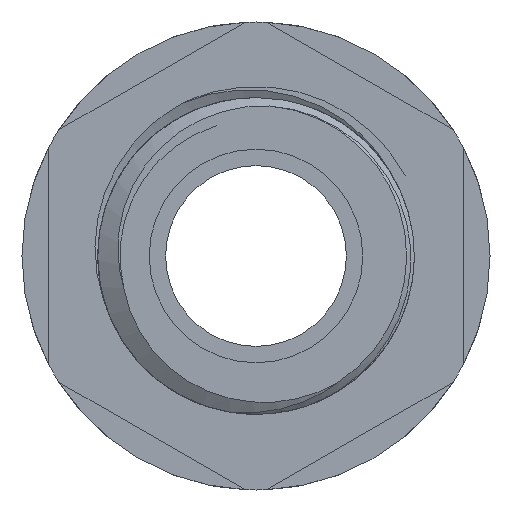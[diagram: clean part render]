
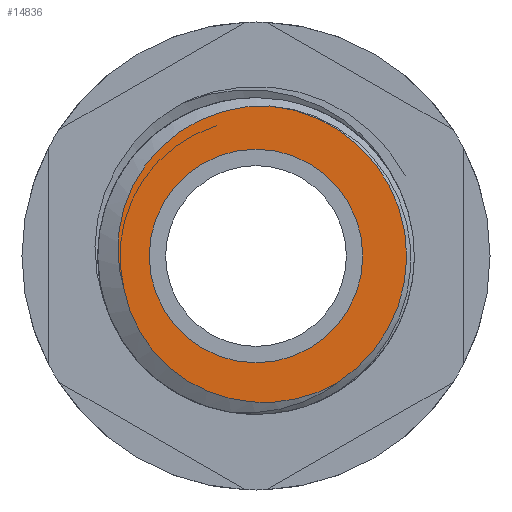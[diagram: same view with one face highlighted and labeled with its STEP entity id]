
A CAD part, front view. The second image highlights one B-rep face of the part: STEP entity #14836.
In plain terms, the highlighted planar face has unit normal (0, -1, 0).
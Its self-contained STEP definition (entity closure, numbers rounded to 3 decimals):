
#119 = AXIS2_PLACEMENT_3D ( 'NONE', #5087, #5073, #5070 ) ;
#143 = FACE_OUTER_BOUND ( 'NONE', #6384, .T. ) ;
#326 = CARTESIAN_POINT ( 'NONE',  ( 0., -14.986, 6.935 ) ) ;
#627 = B_SPLINE_CURVE_WITH_KNOTS ( 'NONE', 3,
 ( #5578, #3142, #6877, #15131, #8091, #715, #9322, #1953, #10546, #3188, #11778, #4430, #12963, #5677, #14096, #6929, #15174, #8142, #774, #9370, #2010, #10597, #3239, #11831, #4483, #13018, #5725, #14146 ),
 .UNSPECIFIED., .F., .F.,
 ( 4, 2, 2, 2, 2, 2, 2, 2, 2, 2, 2, 2, 2, 4 ),
 ( 0., 0.002, 0.003, 0.004, 0.006, 0.007, 0.009, 0.01, 0.011, 0.012, 0.013, 0.014, 0.015, 0.018 ),
 .UNSPECIFIED. ) ;
#715 = CARTESIAN_POINT ( 'NONE',  ( -7.19, -14.986, -5.497 ) ) ;
#774 = CARTESIAN_POINT ( 'NONE',  ( -0.395, -14.986, -9.48 ) ) ;
#1032 = EDGE_CURVE ( 'NONE', #4463, #11622, #4774, .T. ) ;
#1153 = ORIENTED_EDGE ( 'NONE', *, *, #8415, .F. ) ;
#1210 = VERTEX_POINT ( 'NONE', #3844 ) ;
#1477 = CIRCLE ( 'NONE', #14867, 6.935 ) ;
#1953 = CARTESIAN_POINT ( 'NONE',  ( -6.513, -14.986, -6.37 ) ) ;
#2010 = CARTESIAN_POINT ( 'NONE',  ( 0.719, -14.986, -9.52 ) ) ;
#2347 = CARTESIAN_POINT ( 'NONE',  ( 0., -14.986, 0. ) ) ;
#2352 = EDGE_CURVE ( 'NONE', #14702, #1210, #14051, .T. ) ;
#3034 = DIRECTION ( 'NONE',  ( 0., 0., 1. ) ) ;
#3142 = CARTESIAN_POINT ( 'NONE',  ( -8.448, -14.986, -2.83 ) ) ;
#3188 = CARTESIAN_POINT ( 'NONE',  ( -5.733, -14.986, -7.159 ) ) ;
#3239 = CARTESIAN_POINT ( 'NONE',  ( 1.819, -14.986, -9.431 ) ) ;
#3433 = FACE_BOUND ( 'NONE', #14090, .T. ) ;
#3574 = DIRECTION ( 'NONE',  ( 0., 0., -1. ) ) ;
#3844 = CARTESIAN_POINT ( 'NONE',  ( -8.584, -14.986, -2.096 ) ) ;
#4430 = CARTESIAN_POINT ( 'NONE',  ( -4.566, -14.986, -8.074 ) ) ;
#4437 = CARTESIAN_POINT ( 'NONE',  ( 5.293, -14.986, -8.232 ) ) ;
#4463 = VERTEX_POINT ( 'NONE', #13050 ) ;
#4483 = CARTESIAN_POINT ( 'NONE',  ( 2.907, -14.986, -9.214 ) ) ;
#4774 = CIRCLE ( 'NONE', #119, 6.935 ) ;
#5070 = DIRECTION ( 'NONE',  ( 0., 0., -1. ) ) ;
#5073 = DIRECTION ( 'NONE',  ( 0., -1., 0. ) ) ;
#5087 = CARTESIAN_POINT ( 'NONE',  ( 0., -14.986, 0. ) ) ;
#5108 = ORIENTED_EDGE ( 'NONE', *, *, #1032, .F. ) ;
#5578 = CARTESIAN_POINT ( 'NONE',  ( -8.584, -14.986, -2.096 ) ) ;
#5677 = CARTESIAN_POINT ( 'NONE',  ( -2.906, -14.986, -8.888 ) ) ;
#5725 = CARTESIAN_POINT ( 'NONE',  ( 4.651, -14.986, -8.599 ) ) ;
#6384 = EDGE_LOOP ( 'NONE', ( #12185, #11334, #12305 ) ) ;
#6578 = DIRECTION ( 'NONE',  ( 0., -1., 0. ) ) ;
#6877 = CARTESIAN_POINT ( 'NONE',  ( -8.225, -14.986, -3.532 ) ) ;
#6929 = CARTESIAN_POINT ( 'NONE',  ( -1.849, -14.986, -9.226 ) ) ;
#8091 = CARTESIAN_POINT ( 'NONE',  ( -7.583, -14.986, -4.867 ) ) ;
#8142 = CARTESIAN_POINT ( 'NONE',  ( -0.764, -14.986, -9.437 ) ) ;
#8415 = EDGE_CURVE ( 'NONE', #11622, #4463, #1477, .T. ) ;
#8577 = CARTESIAN_POINT ( 'NONE',  ( -5.615, -14.986, 7.575 ) ) ;
#8632 = CARTESIAN_POINT ( 'NONE',  ( -4.729, -14.986, 8.251 ) ) ;
#8637 = CARTESIAN_POINT ( 'NONE',  ( -4.097, -14.986, 8.625 ) ) ;
#9010 = CARTESIAN_POINT ( 'NONE',  ( -8.584, -14.986, -2.096 ) ) ;
#9024 = CARTESIAN_POINT ( 'NONE',  ( -8.693, -14.986, -1.74 ) ) ;
#9030 = CARTESIAN_POINT ( 'NONE',  ( -8.779, -14.986, -1.378 ) ) ;
#9050 = CARTESIAN_POINT ( 'NONE',  ( -8.905, -14.986, -0.644 ) ) ;
#9062 = CARTESIAN_POINT ( 'NONE',  ( -8.944, -14.986, -0.273 ) ) ;
#9078 = CARTESIAN_POINT ( 'NONE',  ( -8.992, -14.986, 0.832 ) ) ;
#9085 = CARTESIAN_POINT ( 'NONE',  ( -8.935, -14.986, 1.566 ) ) ;
#9119 = CARTESIAN_POINT ( 'NONE',  ( -8.64, -14.986, 3.026 ) ) ;
#9125 = CARTESIAN_POINT ( 'NONE',  ( -8.406, -14.986, 3.725 ) ) ;
#9136 = CARTESIAN_POINT ( 'NONE',  ( -7.933, -14.986, 4.723 ) ) ;
#9141 = CARTESIAN_POINT ( 'NONE',  ( -7.754, -14.986, 5.048 ) ) ;
#9162 = CARTESIAN_POINT ( 'NONE',  ( -7.355, -14.986, 5.677 ) ) ;
#9176 = CARTESIAN_POINT ( 'NONE',  ( -7.139, -14.986, 5.976 ) ) ;
#9179 = CARTESIAN_POINT ( 'NONE',  ( -6.674, -14.986, 6.547 ) ) ;
#9189 = CARTESIAN_POINT ( 'NONE',  ( -6.426, -14.986, 6.818 ) ) ;
#9192 = CARTESIAN_POINT ( 'NONE',  ( -5.897, -14.986, 7.331 ) ) ;
#9210 = CARTESIAN_POINT ( 'NONE',  ( -3.086, -14.986, 9.074 ) ) ;
#9227 = CARTESIAN_POINT ( 'NONE',  ( -2.737, -14.986, 9.205 ) ) ;
#9232 = CARTESIAN_POINT ( 'NONE',  ( -2.028, -14.986, 9.425 ) ) ;
#9243 = CARTESIAN_POINT ( 'NONE',  ( -1.67, -14.986, 9.514 ) ) ;
#9247 = CARTESIAN_POINT ( 'NONE',  ( -0.948, -14.986, 9.651 ) ) ;
#9264 = CARTESIAN_POINT ( 'NONE',  ( -0.584, -14.986, 9.699 ) ) ;
#9276 = CARTESIAN_POINT ( 'NONE',  ( 0.152, -14.986, 9.754 ) ) ;
#9313 = CARTESIAN_POINT ( 'NONE',  ( 0.896, -14.986, 9.746 ) ) ;
#9322 = CARTESIAN_POINT ( 'NONE',  ( -6.976, -14.986, -5.797 ) ) ;
#9329 = CARTESIAN_POINT ( 'NONE',  ( 0.525, -14.986, 9.761 ) ) ;
#9370 = CARTESIAN_POINT ( 'NONE',  ( 0.349, -14.986, -9.521 ) ) ;
#9917 = CARTESIAN_POINT ( 'NONE',  ( 0.896, -14.986, 9.746 ) ) ;
#10408 = DIRECTION ( 'NONE',  ( 0., 1., 0. ) ) ;
#10546 = CARTESIAN_POINT ( 'NONE',  ( -6.265, -14.986, -6.643 ) ) ;
#10597 = CARTESIAN_POINT ( 'NONE',  ( 1.454, -14.986, -9.475 ) ) ;
#10602 = AXIS2_PLACEMENT_3D ( 'NONE', #13805, #6578, #14876 ) ;
#10931 = DIRECTION ( 'NONE',  ( 0., -1., 0. ) ) ;
#11334 = ORIENTED_EDGE ( 'NONE', *, *, #14939, .T. ) ;
#11575 = PLANE ( 'NONE',  #13533 ) ;
#11622 = VERTEX_POINT ( 'NONE', #326 ) ;
#11778 = CARTESIAN_POINT ( 'NONE',  ( -5.449, -14.986, -7.403 ) ) ;
#11831 = CARTESIAN_POINT ( 'NONE',  ( 2.545, -14.986, -9.301 ) ) ;
#12111 = EDGE_CURVE ( 'NONE', #14132, #14702, #12517, .T. ) ;
#12185 = ORIENTED_EDGE ( 'NONE', *, *, #2352, .T. ) ;
#12305 = ORIENTED_EDGE ( 'NONE', *, *, #12111, .T. ) ;
#12517 = CIRCLE ( 'NONE', #10602, 9.787 ) ;
#12963 = CARTESIAN_POINT ( 'NONE',  ( -3.931, -14.986, -8.445 ) ) ;
#13018 = CARTESIAN_POINT ( 'NONE',  ( 3.975, -14.986, -8.891 ) ) ;
#13050 = CARTESIAN_POINT ( 'NONE',  ( 0., -14.986, -6.935 ) ) ;
#13533 = AXIS2_PLACEMENT_3D ( 'NONE', #15001, #10408, #3034 ) ;
#13805 = CARTESIAN_POINT ( 'NONE',  ( 0., -14.986, 0. ) ) ;
#14051 = B_SPLINE_CURVE_WITH_KNOTS ( 'NONE', 3,
 ( #9313, #9329, #9276, #9264, #9247, #9243, #9232, #9227, #9210, #8637, #8632, #8577, #9192, #9189, #9179, #9176, #9162, #9141, #9136, #9125, #9119, #9085, #9078, #9062, #9050, #9030, #9024, #9010 ),
 .UNSPECIFIED., .F., .F.,
 ( 4, 2, 2, 2, 2, 2, 2, 2, 2, 2, 2, 2, 2, 4 ),
 ( 0.01, 0.011, 0.012, 0.013, 0.014, 0.017, 0.018, 0.019, 0.02, 0.021, 0.023, 0.025, 0.027, 0.028 ),
 .UNSPECIFIED. ) ;
#14090 = EDGE_LOOP ( 'NONE', ( #5108, #1153 ) ) ;
#14096 = CARTESIAN_POINT ( 'NONE',  ( -2.556, -14.986, -9.015 ) ) ;
#14132 = VERTEX_POINT ( 'NONE', #4437 ) ;
#14146 = CARTESIAN_POINT ( 'NONE',  ( 5.293, -14.986, -8.232 ) ) ;
#14702 = VERTEX_POINT ( 'NONE', #9917 ) ;
#14836 = ADVANCED_FACE ( 'NONE', ( #3433, #143 ), #11575, .F. ) ;
#14867 = AXIS2_PLACEMENT_3D ( 'NONE', #2347, #10931, #3574 ) ;
#14876 = DIRECTION ( 'NONE',  ( 0., 0., 1. ) ) ;
#14939 = EDGE_CURVE ( 'NONE', #1210, #14132, #627, .T. ) ;
#15001 = CARTESIAN_POINT ( 'NONE',  ( 0., -14.986, 0. ) ) ;
#15131 = CARTESIAN_POINT ( 'NONE',  ( -7.761, -14.986, -4.538 ) ) ;
#15174 = CARTESIAN_POINT ( 'NONE',  ( -1.49, -14.986, -9.31 ) ) ;
